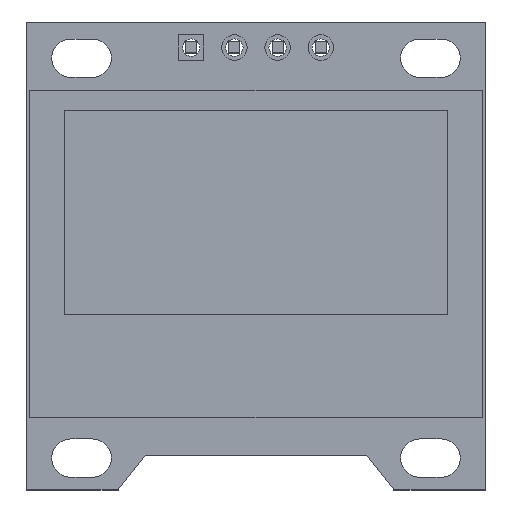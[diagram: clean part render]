
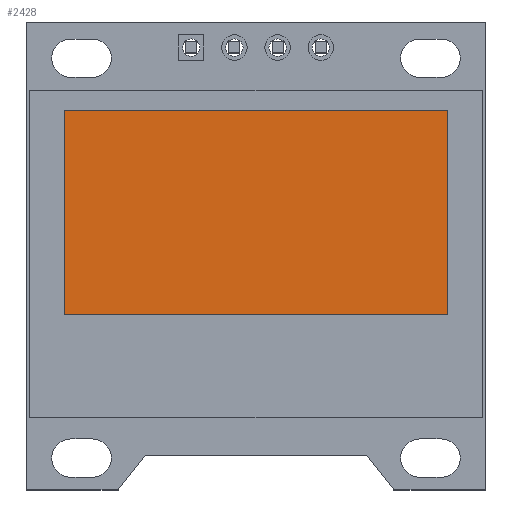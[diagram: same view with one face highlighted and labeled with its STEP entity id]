
A CAD part, top view. The second image highlights one B-rep face of the part: STEP entity #2428.
In plain terms, the highlighted planar face has unit normal (0, 0, 1).
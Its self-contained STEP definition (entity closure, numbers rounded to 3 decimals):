
#175=FACE_OUTER_BOUND('',#319,.T.);
#319=EDGE_LOOP('',(#1659,#1660,#1661,#1662));
#511=LINE('',#3450,#801);
#514=LINE('',#3456,#804);
#517=LINE('',#3462,#807);
#520=LINE('',#3466,#810);
#801=VECTOR('',#2779,10.);
#804=VECTOR('',#2784,10.);
#807=VECTOR('',#2789,10.);
#810=VECTOR('',#2794,10.);
#1091=VERTEX_POINT('',#3447);
#1092=VERTEX_POINT('',#3449);
#1094=VERTEX_POINT('',#3455);
#1096=VERTEX_POINT('',#3461);
#1317=EDGE_CURVE('',#1092,#1091,#511,.T.);
#1320=EDGE_CURVE('',#1094,#1092,#514,.T.);
#1323=EDGE_CURVE('',#1096,#1094,#517,.T.);
#1326=EDGE_CURVE('',#1091,#1096,#520,.T.);
#1659=ORIENTED_EDGE('',*,*,#1326,.T.);
#1660=ORIENTED_EDGE('',*,*,#1323,.T.);
#1661=ORIENTED_EDGE('',*,*,#1320,.T.);
#1662=ORIENTED_EDGE('',*,*,#1317,.T.);
#2303=PLANE('',#2584);
#2428=ADVANCED_FACE('',(#175),#2303,.T.);
#2584=AXIS2_PLACEMENT_3D('',#3467,#2795,#2796);
#2779=DIRECTION('',(0.,-1.,0.));
#2784=DIRECTION('',(-1.,0.,0.));
#2789=DIRECTION('',(0.,1.,0.));
#2794=DIRECTION('',(1.,0.,0.));
#2795=DIRECTION('center_axis',(0.,0.,1.));
#2796=DIRECTION('ref_axis',(1.,0.,0.));
#3447=CARTESIAN_POINT('',(-11.25,-3.45,2.6));
#3449=CARTESIAN_POINT('',(-11.25,8.55,2.6));
#3450=CARTESIAN_POINT('',(-11.25,-3.45,2.6));
#3455=CARTESIAN_POINT('',(11.25,8.55,2.6));
#3456=CARTESIAN_POINT('',(-11.25,8.55,2.6));
#3461=CARTESIAN_POINT('',(11.25,-3.45,2.6));
#3462=CARTESIAN_POINT('',(11.25,8.55,2.6));
#3466=CARTESIAN_POINT('',(11.25,-3.45,2.6));
#3467=CARTESIAN_POINT('Origin',(0.,2.55,2.6));
